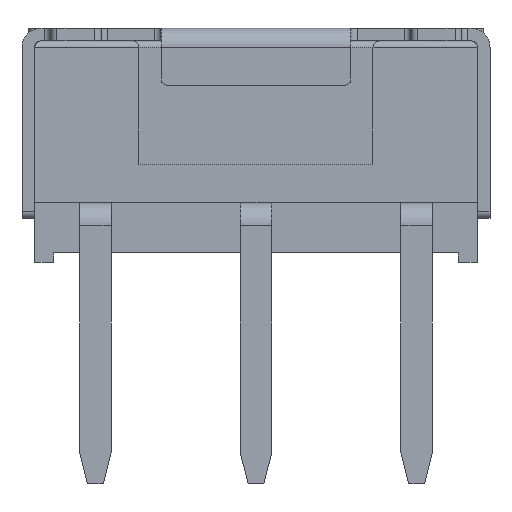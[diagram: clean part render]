
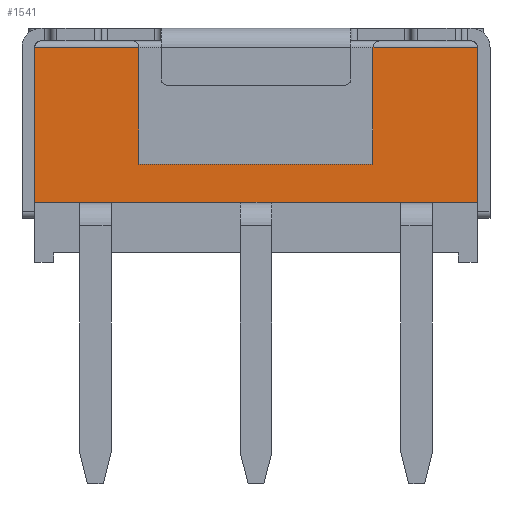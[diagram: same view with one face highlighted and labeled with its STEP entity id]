
A CAD part, left-side view. The second image highlights one B-rep face of the part: STEP entity #1541.
In plain terms, the highlighted planar face has unit normal (-1, 0, 0).
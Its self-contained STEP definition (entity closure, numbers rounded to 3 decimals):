
#1541 = ADVANCED_FACE( '', ( #3140 ), #3141, .F. );
#3140 = FACE_OUTER_BOUND( '', #5446, .T. );
#3141 = PLANE( '', #5447 );
#5446 = EDGE_LOOP( '', ( #10460, #10461, #10462, #10463, #10464, #10465, #10466, #10467 ) );
#5447 = AXIS2_PLACEMENT_3D( '', #10468, #10469, #10470 );
#10460 = ORIENTED_EDGE( '', *, *, #12067, .F. );
#10461 = ORIENTED_EDGE( '', *, *, #12189, .T. );
#10462 = ORIENTED_EDGE( '', *, *, #12301, .T. );
#10463 = ORIENTED_EDGE( '', *, *, #11902, .F. );
#10464 = ORIENTED_EDGE( '', *, *, #11461, .F. );
#10465 = ORIENTED_EDGE( '', *, *, #10948, .T. );
#10466 = ORIENTED_EDGE( '', *, *, #11196, .T. );
#10467 = ORIENTED_EDGE( '', *, *, #12088, .F. );
#10468 = CARTESIAN_POINT( '', ( -3.7, -3.5, 3.65 ) );
#10469 = DIRECTION( '', ( 1., 0., 0. ) );
#10470 = DIRECTION( '', ( 0., 0., -1. ) );
#10948 = EDGE_CURVE( '', #13115, #13120, #13122, .T. );
#11196 = EDGE_CURVE( '', #13120, #13544, #13545, .T. );
#11461 = EDGE_CURVE( '', #13115, #13980, #13981, .T. );
#11902 = EDGE_CURVE( '', #13980, #14664, #14665, .T. );
#12067 = EDGE_CURVE( '', #12866, #14887, #14888, .T. );
#12088 = EDGE_CURVE( '', #14887, #13544, #14916, .T. );
#12189 = EDGE_CURVE( '', #12866, #14461, #15048, .T. );
#12301 = EDGE_CURVE( '', #14461, #14664, #15187, .T. );
#12866 = VERTEX_POINT( '', #15914 );
#13115 = VERTEX_POINT( '', #16267 );
#13120 = VERTEX_POINT( '', #16273 );
#13122 = LINE( '', #16275, #16276 );
#13544 = VERTEX_POINT( '', #16911 );
#13545 = LINE( '', #16912, #16913 );
#13980 = VERTEX_POINT( '', #17610 );
#13981 = LINE( '', #17611, #17612 );
#14461 = VERTEX_POINT( '', #18404 );
#14664 = VERTEX_POINT( '', #18774 );
#14665 = LINE( '', #18775, #18776 );
#14887 = VERTEX_POINT( '', #19130 );
#14888 = LINE( '', #19131, #19132 );
#14916 = LINE( '', #19173, #19174 );
#15048 = LINE( '', #19393, #19394 );
#15187 = LINE( '', #19656, #19657 );
#15914 = CARTESIAN_POINT( '', ( -3.7, 1.85, 3.55 ) );
#16267 = CARTESIAN_POINT( '', ( -3.7, -3.5, 3.55 ) );
#16273 = CARTESIAN_POINT( '', ( -3.7, -1.85, 3.55 ) );
#16275 = CARTESIAN_POINT( '', ( -3.7, -3.5, 3.55 ) );
#16276 = VECTOR( '', #20651, 1000. );
#16911 = CARTESIAN_POINT( '', ( -3.7, -1.85, 1.7 ) );
#16912 = CARTESIAN_POINT( '', ( -3.7, -1.85, 12.688 ) );
#16913 = VECTOR( '', #20929, 1000. );
#17610 = CARTESIAN_POINT( '', ( -3.7, -3.5, 1.1 ) );
#17611 = CARTESIAN_POINT( '', ( -3.7, -3.5, 3.65 ) );
#17612 = VECTOR( '', #21207, 1000. );
#18404 = CARTESIAN_POINT( '', ( -3.7, 3.5, 3.55 ) );
#18774 = CARTESIAN_POINT( '', ( -3.7, 3.5, 1.1 ) );
#18775 = CARTESIAN_POINT( '', ( -3.7, -10.723, 1.1 ) );
#18776 = VECTOR( '', #21641, 1000. );
#19130 = CARTESIAN_POINT( '', ( -3.7, 1.85, 1.7 ) );
#19131 = CARTESIAN_POINT( '', ( -3.7, 1.85, 12.688 ) );
#19132 = VECTOR( '', #21814, 1000. );
#19173 = CARTESIAN_POINT( '', ( -3.7, 1.85, 1.7 ) );
#19174 = VECTOR( '', #21833, 1000. );
#19393 = CARTESIAN_POINT( '', ( -3.7, -3.5, 3.55 ) );
#19394 = VECTOR( '', #21907, 1000. );
#19656 = CARTESIAN_POINT( '', ( -3.7, 3.5, 3.65 ) );
#19657 = VECTOR( '', #22000, 1000. );
#20651 = DIRECTION( '', ( 0., 1., 0. ) );
#20929 = DIRECTION( '', ( 0., 0., -1. ) );
#21207 = DIRECTION( '', ( 0., 0., -1. ) );
#21641 = DIRECTION( '', ( 0., 1., 0. ) );
#21814 = DIRECTION( '', ( 0., 0., -1. ) );
#21833 = DIRECTION( '', ( 0., -1., 0. ) );
#21907 = DIRECTION( '', ( 0., 1., 0. ) );
#22000 = DIRECTION( '', ( 0., 0., -1. ) );
